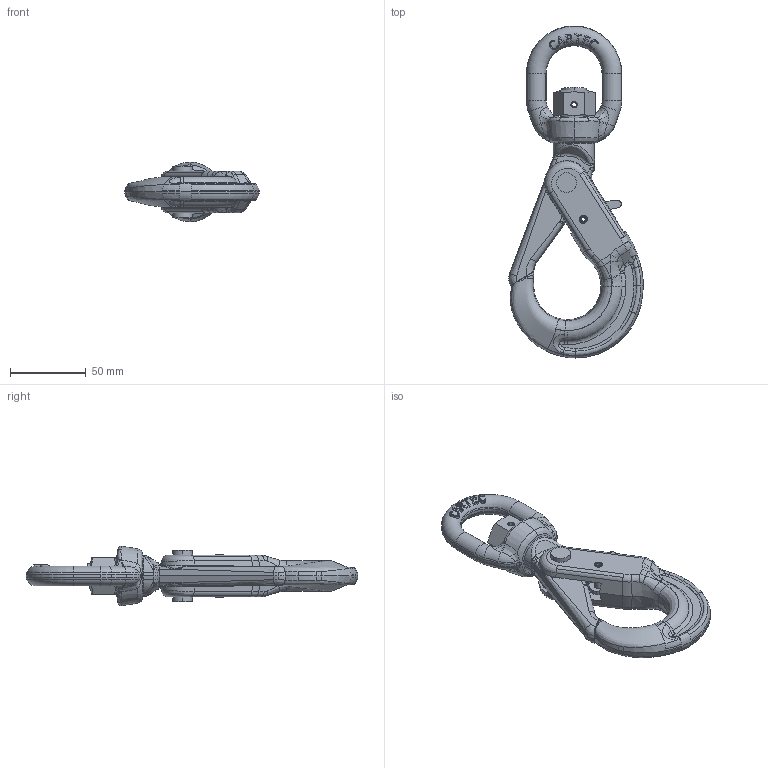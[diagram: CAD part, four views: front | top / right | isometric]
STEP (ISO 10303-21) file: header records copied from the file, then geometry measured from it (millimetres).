
FILE_DESCRIPTION(('STEP AP214'),'1');
FILE_NAME('crg_08.stp','2017-11-15T15:38:57',('TraceParts'),('TraceParts S.A.'),'Spatial InterOp 3D',' ',' ');
FILE_SCHEMA(('automotive_design'));
Length unit declared in the file: millimetre
Products named in the file (10): crg_08_1; crg_08_2; crg_08_3; crg_08_4; crg_08_5; crg_08_6; crg_08_7; crg_08_8; crg_08_9; crg_08_10
Bounding box: 88.93 x 219.3 x 39.5 mm (x, y, z)
Volume: 152379.2 mm3; surface area: 49629.3 mm2
Topology: 10 solids, 10 shells, 696 faces, 1764 edges, 1085 vertices
Faces by surface type: bspline 245, plane 155, cylinder 137, cone 82, torus 76, sphere 1
Entity records: 63664 total; most frequent: CARTESIAN_POINT 42684, ORIENTED_EDGE 3512, DIRECTION 2792, EDGE_CURVE 1756, AXIS2_PLACEMENT_3D 1176, VERTEX_POINT 1085, EDGE_LOOP 735, STYLED_ITEM 706
